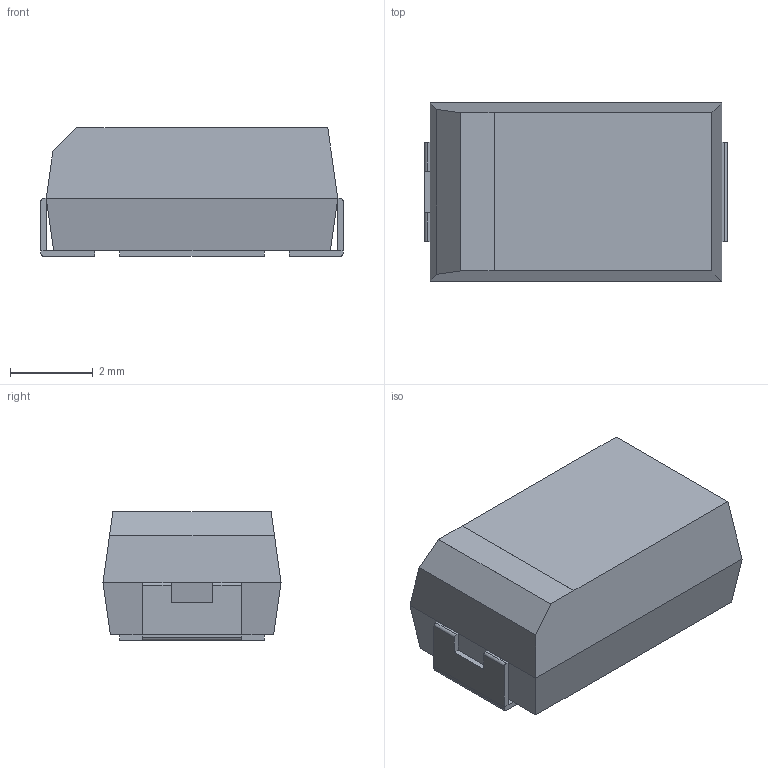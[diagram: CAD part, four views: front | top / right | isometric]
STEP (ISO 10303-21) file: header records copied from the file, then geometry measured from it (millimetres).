
FILE_DESCRIPTION(('FreeCAD Model'),'2;1');
FILE_NAME('c_tant_D.step','2016-05-15T23:49:02',( 'Author'),(''),'Open CASCADE STEP processor 6.8','FreeCAD','Unknown' );
FILE_SCHEMA(('AUTOMOTIVE_DESIGN_CC2 { 1 2 10303 214 -1 1 5 4 }'));
Length unit declared in the file: millimetre
Products named in the file (2): ASSEMBLY; c_Tant_D_7343_31
Assembly tree (1 placements, depth 2):
  ASSEMBLY
    c_Tant_D_7343_31
Bounding box: 7.3 x 4.3 x 3.1 mm (x, y, z)
Volume: 85.5 mm3; surface area: 134 mm2
Topology: 1 solids, 1 shells, 52 faces, 127 edges, 78 vertices
Faces by surface type: plane 47, cylinder 5
Entity records: 3552 total; most frequent: CARTESIAN_POINT 561, DIRECTION 491, LINE 361, VECTOR 361, ORIENTED_EDGE 254, PCURVE 254, DEFINITIONAL_REPRESENTATION 254, EDGE_CURVE 127
